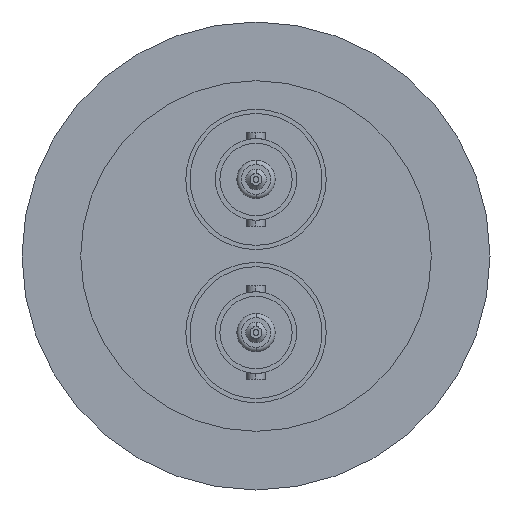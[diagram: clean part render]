
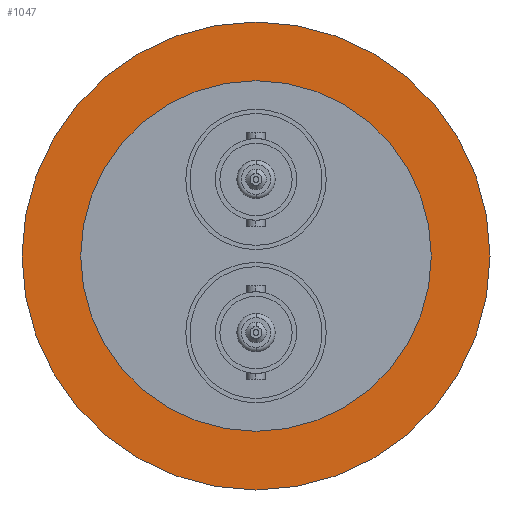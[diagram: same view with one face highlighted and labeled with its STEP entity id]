
A CAD part, left-side view. The second image highlights one B-rep face of the part: STEP entity #1047.
In plain terms, the highlighted planar face has unit normal (-1, 0, 0).
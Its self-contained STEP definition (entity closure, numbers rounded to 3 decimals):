
#154 = DIRECTION ( 'NONE',  ( 0., 0., 1. ) ) ;
#172 = CARTESIAN_POINT ( 'NONE',  ( 0., 0., -27.5 ) ) ;
#290 = AXIS2_PLACEMENT_3D ( 'NONE', #1496, #398, #1119 ) ;
#303 = VERTEX_POINT ( 'NONE', #954 ) ;
#359 = VERTEX_POINT ( 'NONE', #172 ) ;
#377 = VERTEX_POINT ( 'NONE', #1107 ) ;
#393 = EDGE_LOOP ( 'NONE', ( #1738, #775 ) ) ;
#398 = DIRECTION ( 'NONE',  ( -1., 0., 0. ) ) ;
#425 = DIRECTION ( 'NONE',  ( -1., 0., 0. ) ) ;
#462 = FACE_OUTER_BOUND ( 'NONE', #393, .T. ) ;
#500 = CARTESIAN_POINT ( 'NONE',  ( 0., 0., 27.5 ) ) ;
#598 = ORIENTED_EDGE ( 'NONE', *, *, #629, .F. ) ;
#629 = EDGE_CURVE ( 'NONE', #303, #377, #1672, .T. ) ;
#659 = CIRCLE ( 'NONE', #1377, 27.5 ) ;
#775 = ORIENTED_EDGE ( 'NONE', *, *, #1662, .T. ) ;
#799 = CARTESIAN_POINT ( 'NONE',  ( 0., 0., 0. ) ) ;
#864 = CARTESIAN_POINT ( 'NONE',  ( 0., 0., 0. ) ) ;
#926 = EDGE_LOOP ( 'NONE', ( #1602, #598 ) ) ;
#949 = AXIS2_PLACEMENT_3D ( 'NONE', #799, #425, #1880 ) ;
#954 = CARTESIAN_POINT ( 'NONE',  ( 0., 0., -20.6 ) ) ;
#1047 = ADVANCED_FACE ( 'NONE', ( #1362, #462 ), #1184, .F. ) ;
#1105 = EDGE_CURVE ( 'NONE', #1143, #359, #659, .T. ) ;
#1107 = CARTESIAN_POINT ( 'NONE',  ( 0., 0., 20.6 ) ) ;
#1118 = CIRCLE ( 'NONE', #2224, 20.6 ) ;
#1119 = DIRECTION ( 'NONE',  ( 0., 0., 1. ) ) ;
#1143 = VERTEX_POINT ( 'NONE', #500 ) ;
#1184 = PLANE ( 'NONE',  #1499 ) ;
#1217 = DIRECTION ( 'NONE',  ( -1., 0., 0. ) ) ;
#1224 = DIRECTION ( 'NONE',  ( 0., 0., 1. ) ) ;
#1252 = DIRECTION ( 'NONE',  ( 0., 0., -1. ) ) ;
#1362 = FACE_BOUND ( 'NONE', #926, .T. ) ;
#1377 = AXIS2_PLACEMENT_3D ( 'NONE', #1787, #1217, #154 ) ;
#1421 = CIRCLE ( 'NONE', #290, 27.5 ) ;
#1496 = CARTESIAN_POINT ( 'NONE',  ( 0., 0., 0. ) ) ;
#1499 = AXIS2_PLACEMENT_3D ( 'NONE', #1918, #1601, #1252 ) ;
#1586 = DIRECTION ( 'NONE',  ( -1., 0., 0. ) ) ;
#1601 = DIRECTION ( 'NONE',  ( 1., 0., 0. ) ) ;
#1602 = ORIENTED_EDGE ( 'NONE', *, *, #1844, .F. ) ;
#1662 = EDGE_CURVE ( 'NONE', #359, #1143, #1421, .T. ) ;
#1672 = CIRCLE ( 'NONE', #949, 20.6 ) ;
#1738 = ORIENTED_EDGE ( 'NONE', *, *, #1105, .T. ) ;
#1787 = CARTESIAN_POINT ( 'NONE',  ( 0., 0., 0. ) ) ;
#1844 = EDGE_CURVE ( 'NONE', #377, #303, #1118, .T. ) ;
#1880 = DIRECTION ( 'NONE',  ( 0., 0., 1. ) ) ;
#1918 = CARTESIAN_POINT ( 'NONE',  ( 0., 0., -27.5 ) ) ;
#2224 = AXIS2_PLACEMENT_3D ( 'NONE', #864, #1586, #1224 ) ;
